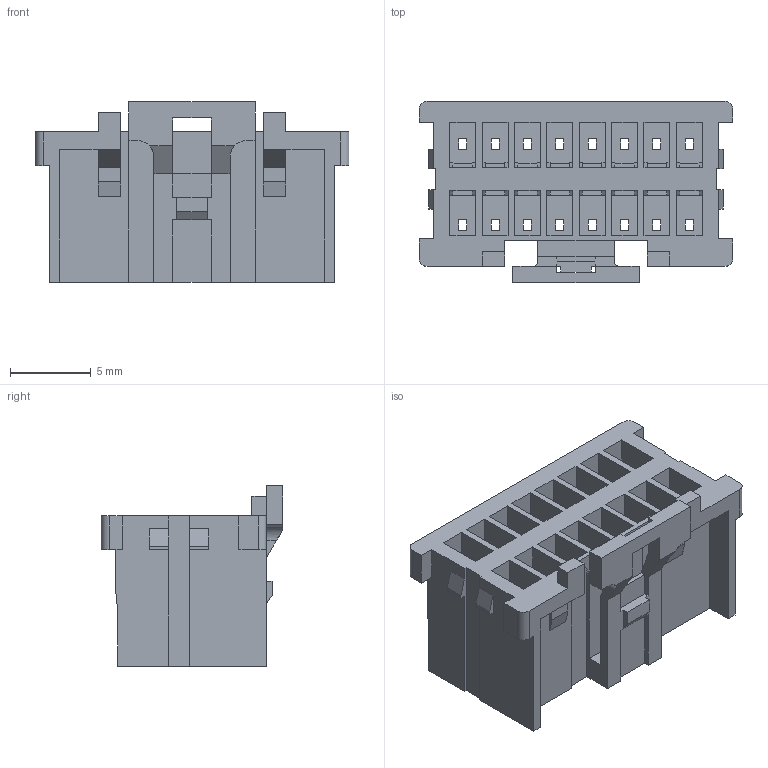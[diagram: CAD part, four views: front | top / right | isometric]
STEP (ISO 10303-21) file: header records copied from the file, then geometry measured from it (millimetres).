
FILE_DESCRIPTION( ( 'Unknown' ), '1' );
FILE_NAME( '624016213322.stp', 'Unknown', ( 'Unknown' ), ( 'Unknown' ), 'PSStep 14.0', 'Unknown', ' ' );
FILE_SCHEMA( ( 'AUTOMOTIVE_DESIGN { 1 0 10303 214 1 1 1 1 }' ) );
Length unit declared in the file: millimetre
Products named in the file (1): 1
Bounding box: 19.4 x 11.2 x 11.15 mm (x, y, z)
Volume: 633.4 mm3; surface area: 2466.8 mm2
Topology: 1 solids, 1 shells, 558 faces, 1553 edges, 980 vertices
Faces by surface type: plane 542, cylinder 16
Entity records: 21917 total; most frequent: ORIENTED_EDGE 3106, CARTESIAN_POINT 3092, DIRECTION 2707, EDGE_CURVE 1553, LINE 1517, VECTOR 1517, VERTEX_POINT 980, EDGE_LOOP 607
